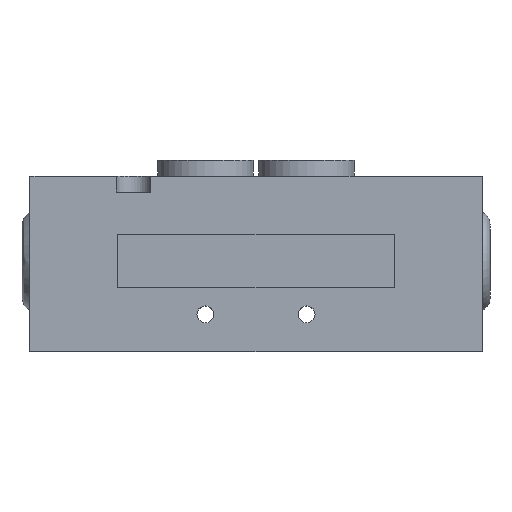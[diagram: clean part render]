
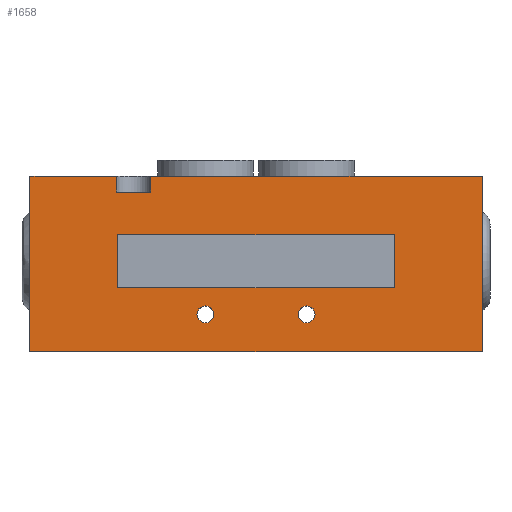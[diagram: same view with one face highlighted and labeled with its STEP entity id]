
A CAD part, top view. The second image highlights one B-rep face of the part: STEP entity #1658.
In plain terms, the highlighted planar face has unit normal (0, 0, 1).
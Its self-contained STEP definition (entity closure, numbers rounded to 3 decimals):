
#81=CARTESIAN_POINT('',(-7.9,-10.,9.25));
#82=VERTEX_POINT('',#81);
#83=CARTESIAN_POINT('',(-9.5,-10.,9.25));
#84=DIRECTION('',(0.0,0.0,-1.0));
#85=DIRECTION('',(1.0,0.0,0.0));
#86=AXIS2_PLACEMENT_3D('',#83,#84,#85);
#87=CIRCLE('',#86,1.6);
#88=EDGE_CURVE('',#82,#82,#87,.T.);
#130=CARTESIAN_POINT('',(11.1,-10.,9.25));
#131=VERTEX_POINT('',#130);
#132=CARTESIAN_POINT('',(9.5,-10.,9.25));
#133=DIRECTION('',(0.0,0.0,-1.0));
#134=DIRECTION('',(1.0,0.0,0.0));
#135=AXIS2_PLACEMENT_3D('',#132,#133,#134);
#136=CIRCLE('',#135,1.6);
#137=EDGE_CURVE('',#131,#131,#136,.T.);
#264=CARTESIAN_POINT('',(-42.5,0.0,9.25));
#265=VERTEX_POINT('',#264);
#300=CARTESIAN_POINT('',(-42.5,16.,9.25));
#301=VERTEX_POINT('',#300);
#302=CARTESIAN_POINT('',(-42.5,0.0,9.25));
#303=DIRECTION('',(0.0,1.0,0.0));
#304=VECTOR('',#303,16.);
#305=LINE('',#302,#304);
#306=EDGE_CURVE('',#265,#301,#305,.T.);
#339=CARTESIAN_POINT('',(-42.5,-17.,9.25));
#340=VERTEX_POINT('',#339);
#347=CARTESIAN_POINT('',(-42.5,-17.,9.25));
#348=DIRECTION('',(0.0,1.0,0.0));
#349=VECTOR('',#348,17.);
#350=LINE('',#347,#349);
#351=EDGE_CURVE('',#340,#265,#350,.T.);
#586=CARTESIAN_POINT('',(42.5,0.0,9.25));
#587=VERTEX_POINT('',#586);
#630=CARTESIAN_POINT('',(42.5,16.,9.25));
#631=VERTEX_POINT('',#630);
#638=CARTESIAN_POINT('',(42.5,0.0,9.25));
#639=DIRECTION('',(0.0,1.0,0.0));
#640=VECTOR('',#639,16.);
#641=LINE('',#638,#640);
#642=EDGE_CURVE('',#587,#631,#641,.T.);
#653=CARTESIAN_POINT('',(42.5,-17.,9.25));
#654=VERTEX_POINT('',#653);
#655=CARTESIAN_POINT('',(42.5,-17.,9.25));
#656=DIRECTION('',(0.0,1.0,0.0));
#657=VECTOR('',#656,17.);
#658=LINE('',#655,#657);
#659=EDGE_CURVE('',#654,#587,#658,.T.);
#1107=CARTESIAN_POINT('',(26.0,-5.,9.25));
#1108=VERTEX_POINT('',#1107);
#1115=CARTESIAN_POINT('',(26.0,5.,9.25));
#1116=VERTEX_POINT('',#1115);
#1117=CARTESIAN_POINT('',(26.0,5.,9.25));
#1118=DIRECTION('',(0.0,-1.0,0.0));
#1119=VECTOR('',#1118,10.);
#1120=LINE('',#1117,#1119);
#1121=EDGE_CURVE('',#1116,#1108,#1120,.T.);
#1326=CARTESIAN_POINT('',(-19.75,13.0,9.25));
#1327=VERTEX_POINT('',#1326);
#1336=CARTESIAN_POINT('',(-19.75,16.,9.25));
#1337=VERTEX_POINT('',#1336);
#1338=CARTESIAN_POINT('',(-19.75,16.,9.25));
#1339=DIRECTION('',(0.0,-1.0,0.0));
#1340=VECTOR('',#1339,3.);
#1341=LINE('',#1338,#1340);
#1342=EDGE_CURVE('',#1337,#1327,#1341,.T.);
#1399=CARTESIAN_POINT('',(-26.25,13.0,9.25));
#1400=VERTEX_POINT('',#1399);
#1408=CARTESIAN_POINT('',(-26.25,16.,9.25));
#1409=VERTEX_POINT('',#1408);
#1416=CARTESIAN_POINT('',(-26.25,13.0,9.25));
#1417=DIRECTION('',(0.0,1.0,0.0));
#1418=VECTOR('',#1417,3.);
#1419=LINE('',#1416,#1418);
#1420=EDGE_CURVE('',#1400,#1409,#1419,.T.);
#1433=CARTESIAN_POINT('',(-19.75,13.0,9.25));
#1434=DIRECTION('',(-1.0,0.0,0.0));
#1435=VECTOR('',#1434,6.5);
#1436=LINE('',#1433,#1435);
#1437=EDGE_CURVE('',#1327,#1400,#1436,.T.);
#1496=CARTESIAN_POINT('',(-26.0,-5.,9.25));
#1497=VERTEX_POINT('',#1496);
#1504=CARTESIAN_POINT('',(26.0,-5.,9.25));
#1505=DIRECTION('',(-1.0,0.0,0.0));
#1506=VECTOR('',#1505,52.0);
#1507=LINE('',#1504,#1506);
#1508=EDGE_CURVE('',#1108,#1497,#1507,.T.);
#1520=CARTESIAN_POINT('',(-26.0,5.,9.25));
#1521=VERTEX_POINT('',#1520);
#1528=CARTESIAN_POINT('',(-26.0,-5.,9.25));
#1529=DIRECTION('',(0.0,1.0,0.0));
#1530=VECTOR('',#1529,10.);
#1531=LINE('',#1528,#1530);
#1532=EDGE_CURVE('',#1497,#1521,#1531,.T.);
#1545=CARTESIAN_POINT('',(-26.0,5.,9.25));
#1546=DIRECTION('',(1.0,0.0,0.0));
#1547=VECTOR('',#1546,52.0);
#1548=LINE('',#1545,#1547);
#1549=EDGE_CURVE('',#1521,#1116,#1548,.T.);
#1563=CARTESIAN_POINT('',(-42.5,16.,9.25));
#1564=DIRECTION('',(1.0,0.0,0.0));
#1565=VECTOR('',#1564,16.25);
#1566=LINE('',#1563,#1565);
#1567=EDGE_CURVE('',#301,#1409,#1566,.T.);
#1572=CARTESIAN_POINT('',(-19.75,16.,9.25));
#1573=DIRECTION('',(1.0,0.0,0.0));
#1574=VECTOR('',#1573,62.25);
#1575=LINE('',#1572,#1574);
#1576=EDGE_CURVE('',#1337,#631,#1575,.T.);
#1602=CARTESIAN_POINT('',(42.5,-17.,9.25));
#1603=DIRECTION('',(-1.0,0.0,0.0));
#1604=VECTOR('',#1603,85.);
#1605=LINE('',#1602,#1604);
#1606=EDGE_CURVE('',#654,#340,#1605,.T.);
#1629=CARTESIAN_POINT('',(0.,-0.5,9.25));
#1630=DIRECTION('',(0.0,0.0,1.0));
#1631=DIRECTION('',(1.0,0.0,0.0));
#1632=AXIS2_PLACEMENT_3D('',#1629,#1630,#1631);
#1633=PLANE('',#1632);
#1634=ORIENTED_EDGE('',*,*,#1420,.T.);
#1635=ORIENTED_EDGE('',*,*,#1567,.F.);
#1636=ORIENTED_EDGE('',*,*,#306,.F.);
#1637=ORIENTED_EDGE('',*,*,#351,.F.);
#1638=ORIENTED_EDGE('',*,*,#1606,.F.);
#1639=ORIENTED_EDGE('',*,*,#659,.T.);
#1640=ORIENTED_EDGE('',*,*,#642,.T.);
#1641=ORIENTED_EDGE('',*,*,#1576,.F.);
#1642=ORIENTED_EDGE('',*,*,#1342,.T.);
#1643=ORIENTED_EDGE('',*,*,#1437,.T.);
#1644=EDGE_LOOP('',(#1634,#1635,#1636,#1637,#1638,#1639,#1640,#1641,#1642,#1643));
#1645=FACE_OUTER_BOUND('',#1644,.T.);
#1646=ORIENTED_EDGE('',*,*,#88,.T.);
#1647=EDGE_LOOP('',(#1646));
#1648=FACE_BOUND('',#1647,.T.);
#1649=ORIENTED_EDGE('',*,*,#137,.T.);
#1650=EDGE_LOOP('',(#1649));
#1651=FACE_BOUND('',#1650,.T.);
#1652=ORIENTED_EDGE('',*,*,#1508,.T.);
#1653=ORIENTED_EDGE('',*,*,#1532,.T.);
#1654=ORIENTED_EDGE('',*,*,#1549,.T.);
#1655=ORIENTED_EDGE('',*,*,#1121,.T.);
#1656=EDGE_LOOP('',(#1652,#1653,#1654,#1655));
#1657=FACE_BOUND('',#1656,.T.);
#1658=ADVANCED_FACE('',(#1645,#1648,#1651,#1657),#1633,.T.);
